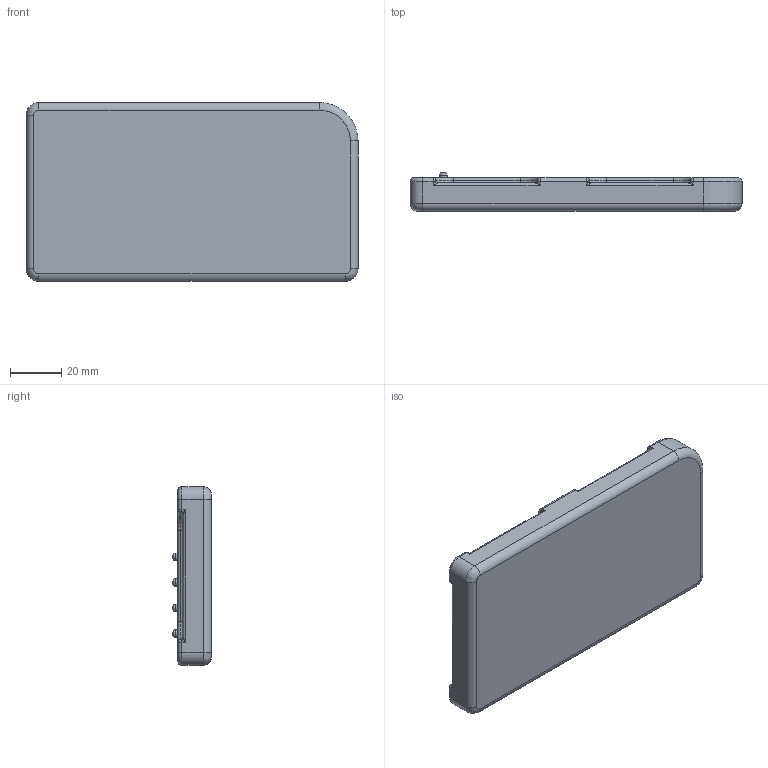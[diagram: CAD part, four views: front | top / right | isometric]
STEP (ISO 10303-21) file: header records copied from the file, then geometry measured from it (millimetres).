
FILE_DESCRIPTION(/* description */ (''),/* implementation_level */ '2;1');
FILE_NAME(/* name */ 'Pocket organ V11 mock-up v18 - with engraving, 0.5mm depression for front plate.step',/* time_stamp */ '2020-02-19T15:03:01+08:00',/* author */ (''),/* organization */ (''),/* preprocessor_version */ 'ST-DEVELOPER v18',/* originating_system */ 'Autodesk Translation Framework v8.12.0.6',/* authorisation */ '');
FILE_SCHEMA (('AUTOMOTIVE_DESIGN { 1 0 10303 214 3 1 1 }'));
Products named in the file (1): Pocket organ V11 mock-up
Bounding box: 130 x 15 x 70 mm (x, y, z)
Volume: 110263.9 mm3; surface area: 23521.5 mm2
Topology: 1 solids, 1 shells, 1189 faces, 3236 edges, 2137 vertices
Faces by surface type: bspline 600, plane 467, cylinder 83, sphere 22, torus 17
Full cylindrical faces by diameter (mm): 3 x4, 5 x4, 9 x1, 17 x7
Entity records: 47606 total; most frequent: CARTESIAN_POINT 21321, ORIENTED_EDGE 6460, DIRECTION 3623, EDGE_CURVE 3230, VERTEX_POINT 2137, LINE 1625, VECTOR 1625, EDGE_LOOP 1283
